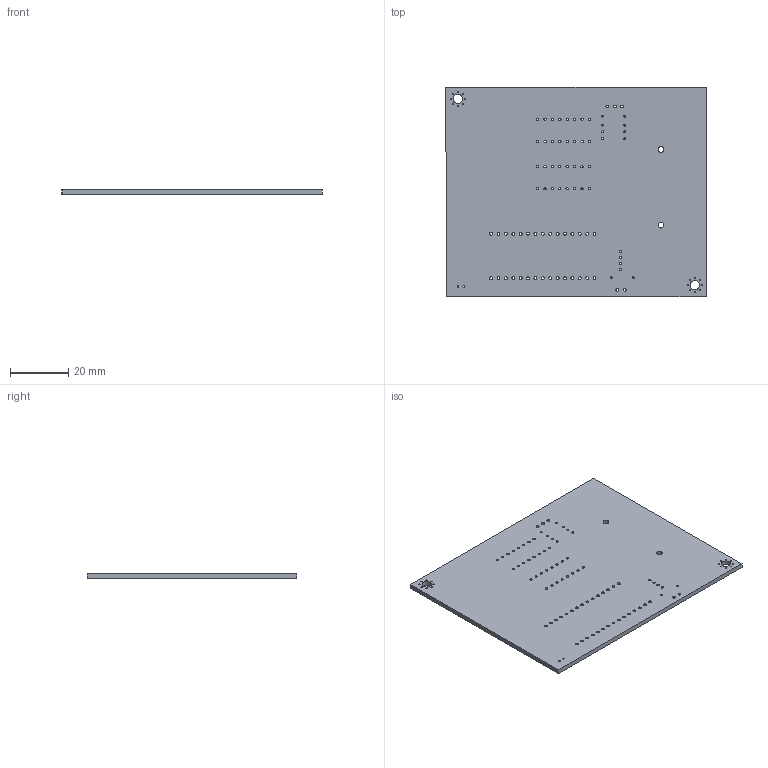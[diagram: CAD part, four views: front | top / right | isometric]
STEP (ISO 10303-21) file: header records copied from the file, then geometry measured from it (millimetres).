
FILE_DESCRIPTION(('KiCad electronic assembly'),'2;1');
FILE_NAME('GB-Dumper.step','2023-10-13T20:55:19',('Pcbnew'),('Kicad'), 'Open CASCADE STEP processor 7.6','KiCad to STEP converter','Unknown' );
FILE_SCHEMA(('AUTOMOTIVE_DESIGN { 1 0 10303 214 1 1 1 1 }'));
Length unit declared in the file: millimetre
Products named in the file (2): GB-Dumper 1; GB-Dumper PCB
Assembly tree (1 placements, depth 2):
  GB-Dumper 1
    GB-Dumper PCB
Bounding box: 89.46 x 72 x 1.6 mm (x, y, z)
Volume: 10177 mm3; surface area: 13692.2 mm2
Topology: 1 solids, 1 shells, 109 faces, 321 edges, 214 vertices
Faces by surface type: cylinder 103, plane 6
Full cylindrical faces by diameter (mm): 0.5 x16, 0.6 x2, 0.7 x10, 0.8 x36, 1 x35, 2 x2, 3.2 x2
Entity records: 9011 total; most frequent: CARTESIAN_POINT 2524, DIRECTION 1185, ORIENTED_EDGE 642, PCURVE 642, DEFINITIONAL_REPRESENTATION 642, LINE 551, VECTOR 551, EDGE_CURVE 321
